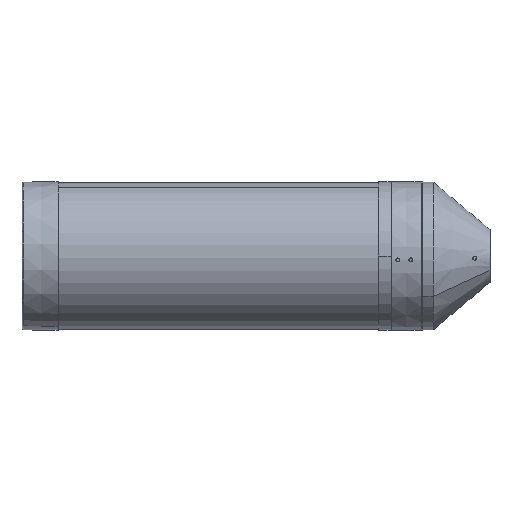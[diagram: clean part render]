
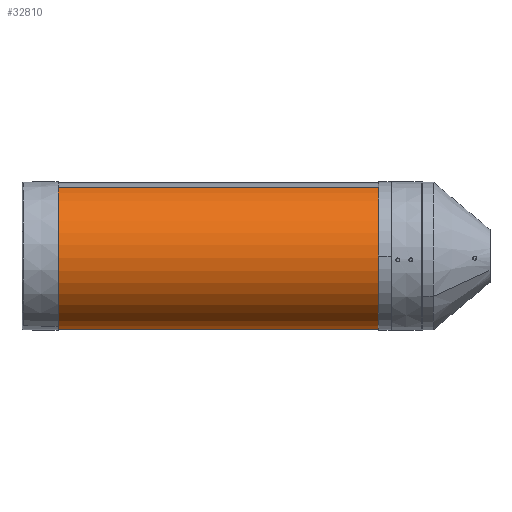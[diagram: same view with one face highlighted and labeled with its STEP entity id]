
A CAD part, left-side view. The second image highlights one B-rep face of the part: STEP entity #32810.
In plain terms, the highlighted cylindrical face has radius 91.8 mm (diameter 183.6 mm), a partial arc.
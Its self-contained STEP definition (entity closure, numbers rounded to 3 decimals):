
#1859 = DIRECTION ( 'NONE',  ( 0., 1., 0. ) ) ;
#4429 = VECTOR ( 'NONE', #90130, 1000. ) ;
#6916 = ORIENTED_EDGE ( 'NONE', *, *, #115422, .F. ) ;
#13681 = CARTESIAN_POINT ( 'NONE',  ( 1.825, 409.973, -8.3 ) ) ;
#16132 = ORIENTED_EDGE ( 'NONE', *, *, #235289, .T. ) ;
#17780 = VERTEX_POINT ( 'NONE', #140890 ) ;
#22946 = DIRECTION ( 'NONE',  ( 0., 1., 0. ) ) ;
#32810 = ADVANCED_FACE ( 'NONE', ( #183957 ), #33583, .T. ) ;
#33583 = CYLINDRICAL_SURFACE ( 'NONE', #222155, 91.8 ) ;
#40269 = EDGE_CURVE ( 'NONE', #87502, #56897, #147339, .T. ) ;
#53232 = CARTESIAN_POINT ( 'NONE',  ( 1.825, 209.973, -8.3 ) ) ;
#56897 = VERTEX_POINT ( 'NONE', #70231 ) ;
#61835 = VECTOR ( 'NONE', #1859, 1000. ) ;
#65001 = EDGE_LOOP ( 'NONE', ( #243307, #161108, #16132, #6916 ) ) ;
#70231 = CARTESIAN_POINT ( 'NONE',  ( 35.371, 609.973, -93.751 ) ) ;
#72078 = DIRECTION ( 'NONE',  ( 0., 1., 0. ) ) ;
#77659 = LINE ( 'NONE', #188311, #61835 ) ;
#87502 = VERTEX_POINT ( 'NONE', #150152 ) ;
#90130 = DIRECTION ( 'NONE',  ( 0., 1., 0. ) ) ;
#105710 = CIRCLE ( 'NONE', #189069, 91.8 ) ;
#113680 = CARTESIAN_POINT ( 'NONE',  ( 35.371, 409.973, -93.751 ) ) ;
#115422 = EDGE_CURVE ( 'NONE', #56897, #17780, #105710, .T. ) ;
#137776 = AXIS2_PLACEMENT_3D ( 'NONE', #53232, #193538, #171255 ) ;
#140890 = CARTESIAN_POINT ( 'NONE',  ( -31.722, 609.973, 77.151 ) ) ;
#147339 = LINE ( 'NONE', #113680, #4429 ) ;
#150152 = CARTESIAN_POINT ( 'NONE',  ( 35.371, 209.973, -93.751 ) ) ;
#152264 = CARTESIAN_POINT ( 'NONE',  ( 1.825, 609.973, -8.3 ) ) ;
#154631 = CARTESIAN_POINT ( 'NONE',  ( -31.722, 209.973, 77.151 ) ) ;
#161108 = ORIENTED_EDGE ( 'NONE', *, *, #241596, .T. ) ;
#163869 = VERTEX_POINT ( 'NONE', #154631 ) ;
#171255 = DIRECTION ( 'NONE',  ( -0.365, 0., 0.931 ) ) ;
#183957 = FACE_OUTER_BOUND ( 'NONE', #65001, .T. ) ;
#188311 = CARTESIAN_POINT ( 'NONE',  ( -31.722, 409.973, 77.151 ) ) ;
#189069 = AXIS2_PLACEMENT_3D ( 'NONE', #152264, #22946, #189509 ) ;
#189509 = DIRECTION ( 'NONE',  ( -0.365, 0., 0.931 ) ) ;
#193538 = DIRECTION ( 'NONE',  ( 0., 1., 0. ) ) ;
#220016 = DIRECTION ( 'NONE',  ( -0.365, 0., 0.931 ) ) ;
#222155 = AXIS2_PLACEMENT_3D ( 'NONE', #13681, #72078, #220016 ) ;
#235289 = EDGE_CURVE ( 'NONE', #163869, #17780, #77659, .T. ) ;
#241596 = EDGE_CURVE ( 'NONE', #87502, #163869, #244936, .T. ) ;
#243307 = ORIENTED_EDGE ( 'NONE', *, *, #40269, .F. ) ;
#244936 = CIRCLE ( 'NONE', #137776, 91.8 ) ;
